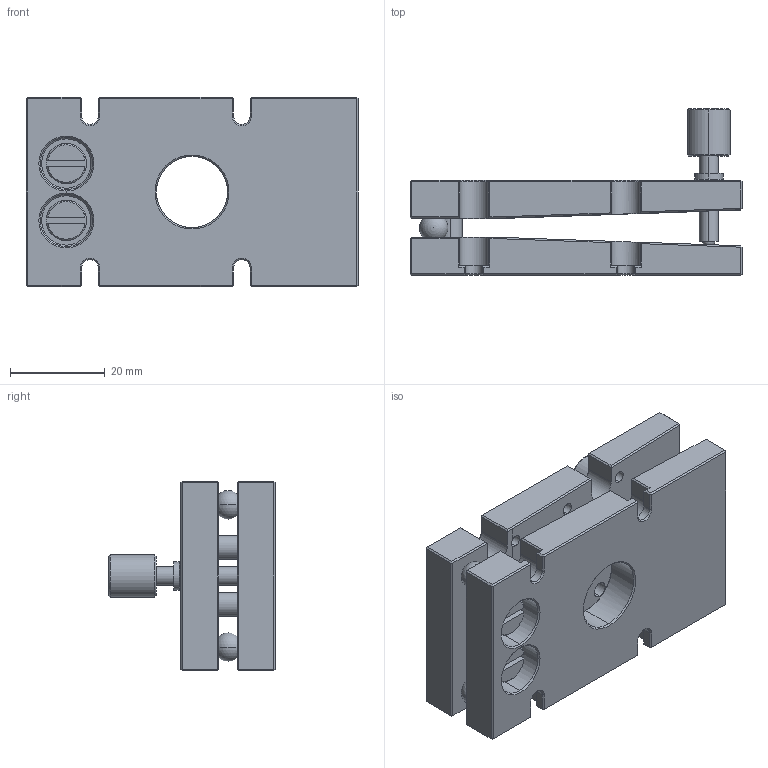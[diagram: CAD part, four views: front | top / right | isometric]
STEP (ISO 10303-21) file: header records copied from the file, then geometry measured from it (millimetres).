
FILE_DESCRIPTION (( 'STEP AP203' ), '1' );
FILE_NAME ('GCM-1901M三维外形图.STEP', '2016-12-30T00:34:06', ( '' ), ( '' ), 'SwSTEP 2.0', 'SolidWorks 2015', '' );
FILE_SCHEMA (( 'CONFIG_CONTROL_DESIGN' ));
Length unit declared in the file: millimetre
Products named in the file (2): GCM-1901M三维外形图
Bounding box: 70 x 35.15 x 40 mm (x, y, z)
Volume: 35470.4 mm3; surface area: 16893.3 mm2
Topology: 1 solids, 3 shells, 369 faces, 850 edges, 498 vertices
Faces by surface type: plane 199, cylinder 84, cone 72, sphere 10, bspline 4
Entity records: 11989 total; most frequent: CARTESIAN_POINT 3535, DIRECTION 1754, ORIENTED_EDGE 1680, EDGE_CURVE 840, AXIS2_PLACEMENT_3D 607, LINE 540, VECTOR 540, VERTEX_POINT 492
